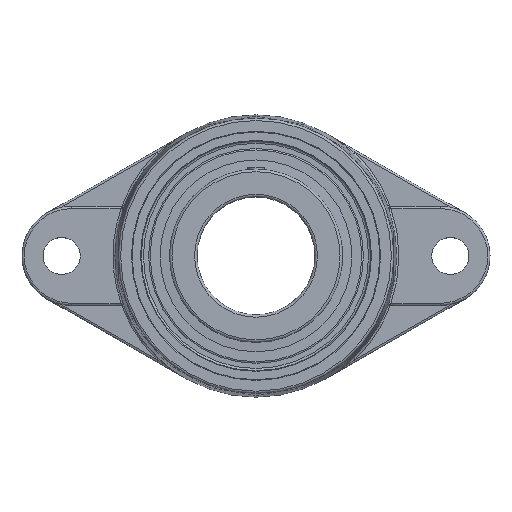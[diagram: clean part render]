
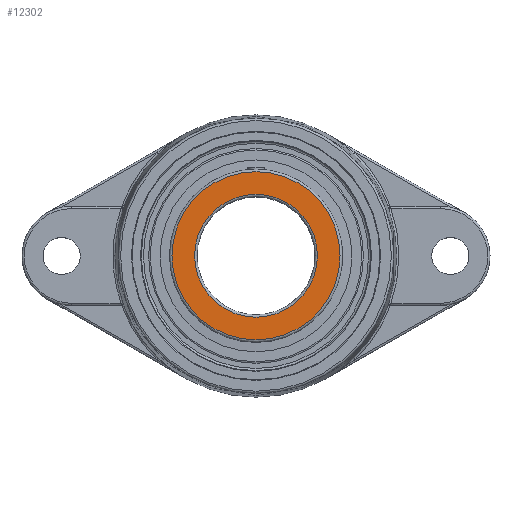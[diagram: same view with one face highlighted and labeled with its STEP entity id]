
A CAD part, top view. The second image highlights one B-rep face of the part: STEP entity #12302.
In plain terms, the highlighted face is planar.
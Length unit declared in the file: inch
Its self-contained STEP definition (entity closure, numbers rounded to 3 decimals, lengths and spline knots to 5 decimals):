
#12253=CARTESIAN_POINT('',(-0.97687,0.,0.));
#12254=VERTEX_POINT('',#12253);
#12264=CARTESIAN_POINT('',(0.,0.,0.));
#12265=DIRECTION('',(0.,0.,-1.));
#12266=DIRECTION('',(1.,0.,0.));
#12267=AXIS2_PLACEMENT_3D('',#12264,#12265,#12266);
#12268=CIRCLE('',#12267,0.97687);
#12269=EDGE_CURVE('',#12254,#12254,#12268,.T.);
#12274=CARTESIAN_POINT('',(0.,0.,0.));
#12275=DIRECTION('',(0.,0.,1.));
#12276=DIRECTION('',(1.,0.,0.));
#12277=AXIS2_PLACEMENT_3D('',#12274,#12275,#12276);
#12278=PLANE('',#12277);
#12279=CARTESIAN_POINT('',(-1.33663,0.,0.));
#12280=VERTEX_POINT('',#12279);
#12281=CARTESIAN_POINT('',(1.33663,0.,0.));
#12282=VERTEX_POINT('',#12281);
#12283=CARTESIAN_POINT('',(0.,0.,0.));
#12284=DIRECTION('',(0.,0.,1.));
#12285=DIRECTION('',(-1.,0.,0.));
#12286=AXIS2_PLACEMENT_3D('',#12283,#12284,#12285);
#12287=CIRCLE('',#12286,1.33663);
#12288=EDGE_CURVE('',#12280,#12282,#12287,.T.);
#12289=ORIENTED_EDGE('',*,*,#12288,.F.);
#12290=CARTESIAN_POINT('',(0.,0.,0.));
#12291=DIRECTION('',(0.,0.,1.));
#12292=DIRECTION('',(-1.,0.,0.));
#12293=AXIS2_PLACEMENT_3D('',#12290,#12291,#12292);
#12294=CIRCLE('',#12293,1.33663);
#12295=EDGE_CURVE('',#12282,#12280,#12294,.T.);
#12296=ORIENTED_EDGE('',*,*,#12295,.F.);
#12297=EDGE_LOOP('',(#12289,#12296));
#12298=FACE_BOUND('',#12297,.T.);
#12299=ORIENTED_EDGE('',*,*,#12269,.F.);
#12300=EDGE_LOOP('',(#12299));
#12301=FACE_BOUND('',#12300,.T.);
#12302=ADVANCED_FACE('',(#12298,#12301),#12278,.F.);
